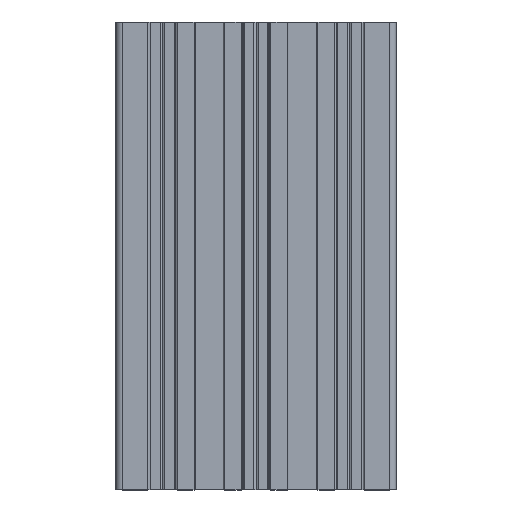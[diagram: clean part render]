
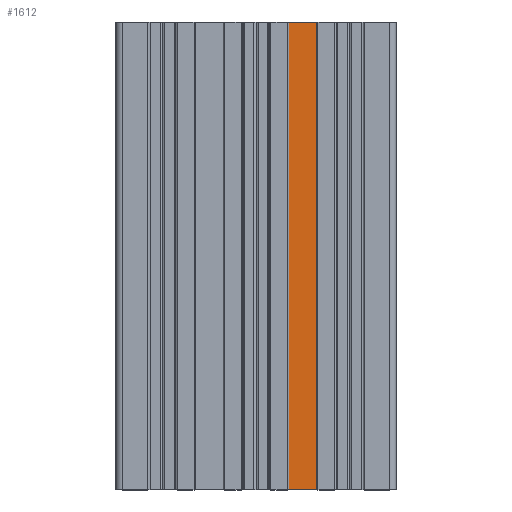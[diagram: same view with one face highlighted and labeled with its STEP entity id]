
A CAD part, top view. The second image highlights one B-rep face of the part: STEP entity #1612.
In plain terms, the highlighted planar face has unit normal (0, 0, 1).
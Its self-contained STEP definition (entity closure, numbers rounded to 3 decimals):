
#147 = EDGE_LOOP ( 'NONE', ( #4901, #222, #4595, #1971 ) ) ;
#222 = ORIENTED_EDGE ( 'NONE', *, *, #12703, .T. ) ;
#996 = VECTOR ( 'NONE', #5741, 1000. ) ;
#1140 = PLANE ( 'NONE',  #5217 ) ;
#1612 = ADVANCED_FACE ( 'NONE', ( #4620 ), #1140, .T. ) ;
#1902 = DIRECTION ( 'NONE',  ( 1., 0., 0. ) ) ;
#1971 = ORIENTED_EDGE ( 'NONE', *, *, #2604, .T. ) ;
#2604 = EDGE_CURVE ( 'NONE', #4289, #3559, #7656, .T. ) ;
#2905 = CARTESIAN_POINT ( 'NONE',  ( 14., 0., 19. ) ) ;
#3073 = CARTESIAN_POINT ( 'NONE',  ( 26., 200., 19. ) ) ;
#3088 = CARTESIAN_POINT ( 'NONE',  ( 14., 0., 19. ) ) ;
#3220 = VECTOR ( 'NONE', #1902, 1000. ) ;
#3559 = VERTEX_POINT ( 'NONE', #13017 ) ;
#3997 = LINE ( 'NONE', #5575, #996 ) ;
#4289 = VERTEX_POINT ( 'NONE', #4801 ) ;
#4595 = ORIENTED_EDGE ( 'NONE', *, *, #6055, .F. ) ;
#4620 = FACE_OUTER_BOUND ( 'NONE', #147, .T. ) ;
#4801 = CARTESIAN_POINT ( 'NONE',  ( 14., 200., 19. ) ) ;
#4901 = ORIENTED_EDGE ( 'NONE', *, *, #7601, .T. ) ;
#5024 = DIRECTION ( 'NONE',  ( 1., 0., 0. ) ) ;
#5217 = AXIS2_PLACEMENT_3D ( 'NONE', #7188, #10153, #5024 ) ;
#5526 = VERTEX_POINT ( 'NONE', #9480 ) ;
#5575 = CARTESIAN_POINT ( 'NONE',  ( 26., 0., 19. ) ) ;
#5656 = LINE ( 'NONE', #10901, #7101 ) ;
#5741 = DIRECTION ( 'NONE',  ( 0., 1., 0. ) ) ;
#6034 = DIRECTION ( 'NONE',  ( 0., -1., 0. ) ) ;
#6055 = EDGE_CURVE ( 'NONE', #4289, #11279, #5656, .T. ) ;
#7101 = VECTOR ( 'NONE', #11788, 1000. ) ;
#7188 = CARTESIAN_POINT ( 'NONE',  ( 14., 0., 19. ) ) ;
#7601 = EDGE_CURVE ( 'NONE', #3559, #5526, #12335, .T. ) ;
#7656 = LINE ( 'NONE', #2905, #9585 ) ;
#9480 = CARTESIAN_POINT ( 'NONE',  ( 26., 0., 19. ) ) ;
#9585 = VECTOR ( 'NONE', #6034, 1000. ) ;
#10153 = DIRECTION ( 'NONE',  ( 0., 0., 1. ) ) ;
#10901 = CARTESIAN_POINT ( 'NONE',  ( 0., 200., 19. ) ) ;
#11279 = VERTEX_POINT ( 'NONE', #3073 ) ;
#11788 = DIRECTION ( 'NONE',  ( 1., 0., 0. ) ) ;
#12335 = LINE ( 'NONE', #3088, #3220 ) ;
#12703 = EDGE_CURVE ( 'NONE', #5526, #11279, #3997, .T. ) ;
#13017 = CARTESIAN_POINT ( 'NONE',  ( 14., 0., 19. ) ) ;
